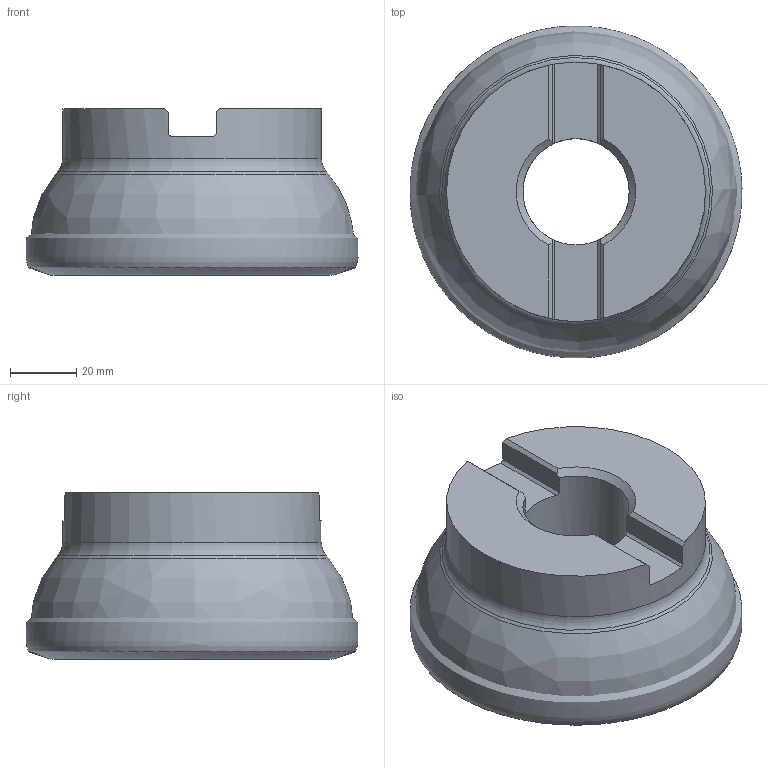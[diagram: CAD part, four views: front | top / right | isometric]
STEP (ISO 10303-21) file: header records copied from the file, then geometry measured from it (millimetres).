
FILE_DESCRIPTION(/* description */ (''),/* implementation_level */ '2;1');
FILE_NAME(/* name */ 'toolassembly_1.stp',/* time_stamp */ '2018-10-16T15:49:26+02:00',/* author */ (''),/* organization */ ('SMS'),/* preprocessor_version */ 'ST-DEVELOPER v15',/* originating_system */ 'SIEMENS PLM Software NX 8.5',/* authorisation */ '');
FILE_SCHEMA (('AUTOMOTIVE_DESIGN { 1 0 10303 214 3 1 1 1 }'));
Length unit declared in the file: millimetre
Products named in the file (4): ASSEMBLY_CONSTRUCTION; CUT_20181016154836; NOCUT_20181016154833; TOOLASSEMBLY_1
Assembly tree (3 placements, depth 2):
  TOOLASSEMBLY_1
    NOCUT_20181016154833
    CUT_20181016154836
    ASSEMBLY_CONSTRUCTION
Bounding box: 99.97 x 99.96 x 50 mm (x, y, z)
Volume: 264378.9 mm3; surface area: 42602.4 mm2
Topology: 2 solids, 2 shells, 42 faces, 105 edges, 77 vertices
Faces by surface type: plane 19, cone 9, torus 8, cylinder 4, bspline 2
Full cylindrical faces by diameter (mm): 32.013 x1, 45 x1, 78 x1, 97.266 x1
Entity records: 9311 total; most frequent: CARTESIAN_POINT 8192, DIRECTION 222, ORIENTED_EDGE 152, AXIS2_PLACEMENT_3D 99, EDGE_CURVE 76, EDGE_LOOP 64, VERTEX_POINT 59, FACE_BOUND 47
